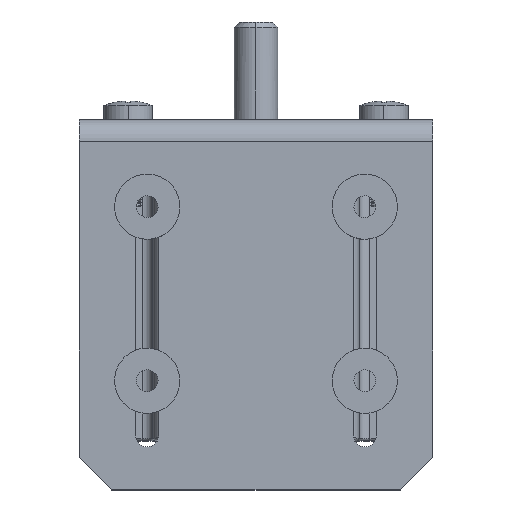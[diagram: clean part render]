
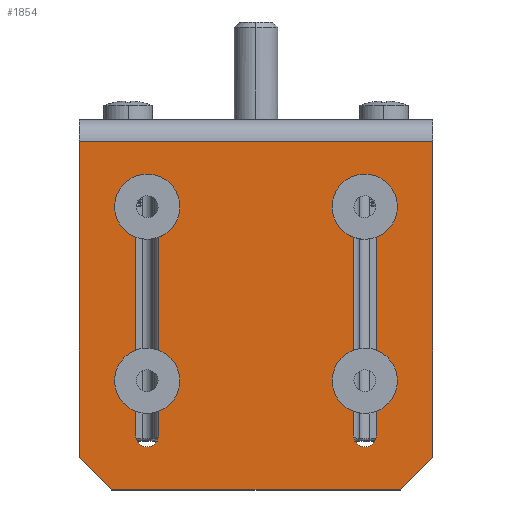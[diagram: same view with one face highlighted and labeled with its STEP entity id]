
A CAD part, top view. The second image highlights one B-rep face of the part: STEP entity #1854.
In plain terms, the highlighted planar face has unit normal (0, 0, 1).
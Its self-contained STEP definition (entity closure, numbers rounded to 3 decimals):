
#114 = VERTEX_POINT ( 'NONE', #35436 ) ;
#273 = CARTESIAN_POINT ( 'NONE',  ( -20., -13.073, 39. ) ) ;
#307 = CARTESIAN_POINT ( 'NONE',  ( 20., -55.073, 39. ) ) ;
#326 = DIRECTION ( 'NONE',  ( 1., 0., 0. ) ) ;
#1275 = DIRECTION ( 'NONE',  ( 0., -1., 0. ) ) ;
#1854 = ADVANCED_FACE ( 'NONE', ( #11747, #3111, #31163 ), #18617, .F. ) ;
#2639 = ORIENTED_EDGE ( 'NONE', *, *, #33892, .F. ) ;
#2710 = LINE ( 'NONE', #7975, #39298 ) ;
#3111 = FACE_BOUND ( 'NONE', #36726, .T. ) ;
#3223 = DIRECTION ( 'NONE',  ( -1., 0., 0. ) ) ;
#3815 = CARTESIAN_POINT ( 'NONE',  ( -32.5, -59.073, 39. ) ) ;
#3863 = ORIENTED_EDGE ( 'NONE', *, *, #12905, .F. ) ;
#3929 = DIRECTION ( 'NONE',  ( 0., -1., 0. ) ) ;
#3954 = DIRECTION ( 'NONE',  ( 0., -1., 0. ) ) ;
#4316 = DIRECTION ( 'NONE',  ( 0., 0., -1. ) ) ;
#6737 = EDGE_CURVE ( 'NONE', #14967, #26931, #18345, .T. ) ;
#6775 = EDGE_CURVE ( 'NONE', #17903, #114, #36561, .T. ) ;
#7217 = CIRCLE ( 'NONE', #35478, 2.1 ) ;
#7550 = ORIENTED_EDGE ( 'NONE', *, *, #24433, .T. ) ;
#7592 = VERTEX_POINT ( 'NONE', #8092 ) ;
#7975 = CARTESIAN_POINT ( 'NONE',  ( 46.25, -45.323, 39. ) ) ;
#8092 = CARTESIAN_POINT ( 'NONE',  ( 26.5, -65.073, 39. ) ) ;
#8428 = CARTESIAN_POINT ( 'NONE',  ( -46.25, -45.323, 39. ) ) ;
#8519 = DIRECTION ( 'NONE',  ( 0., 0., 1. ) ) ;
#8667 = AXIS2_PLACEMENT_3D ( 'NONE', #26274, #4316, #29977 ) ;
#8683 = VECTOR ( 'NONE', #37081, 1000. ) ;
#8794 = EDGE_CURVE ( 'NONE', #22461, #15056, #46397, .T. ) ;
#8992 = VECTOR ( 'NONE', #42046, 1000. ) ;
#9263 = VECTOR ( 'NONE', #3223, 1000. ) ;
#9847 = CARTESIAN_POINT ( 'NONE',  ( -22.1, -55.073, 39. ) ) ;
#10060 = DIRECTION ( 'NONE',  ( 0., 0., 1. ) ) ;
#10696 = ORIENTED_EDGE ( 'NONE', *, *, #22660, .F. ) ;
#10894 = ORIENTED_EDGE ( 'NONE', *, *, #11764, .F. ) ;
#11675 = VERTEX_POINT ( 'NONE', #34929 ) ;
#11747 = FACE_OUTER_BOUND ( 'NONE', #18590, .T. ) ;
#11764 = EDGE_CURVE ( 'NONE', #38355, #11675, #12119, .T. ) ;
#12119 = CIRCLE ( 'NONE', #19732, 2.1 ) ;
#12586 = ORIENTED_EDGE ( 'NONE', *, *, #19525, .F. ) ;
#12905 = EDGE_CURVE ( 'NONE', #22461, #7592, #2710, .T. ) ;
#13074 = VECTOR ( 'NONE', #15685, 1000. ) ;
#13153 = EDGE_CURVE ( 'NONE', #21388, #25321, #18728, .T. ) ;
#13854 = VERTEX_POINT ( 'NONE', #28018 ) ;
#14324 = VERTEX_POINT ( 'NONE', #21859 ) ;
#14876 = CARTESIAN_POINT ( 'NONE',  ( -22.1, 0.927, 39. ) ) ;
#14967 = VERTEX_POINT ( 'NONE', #3815 ) ;
#14992 = EDGE_CURVE ( 'NONE', #25321, #28102, #7217, .T. ) ;
#15056 = VERTEX_POINT ( 'NONE', #20024 ) ;
#15118 = CARTESIAN_POINT ( 'NONE',  ( 0., -1., 39. ) ) ;
#15685 = DIRECTION ( 'NONE',  ( 0.707, -0.707, 0. ) ) ;
#15864 = CARTESIAN_POINT ( 'NONE',  ( -17.9, 0.927, 39. ) ) ;
#16874 = ORIENTED_EDGE ( 'NONE', *, *, #8794, .T. ) ;
#17338 = VECTOR ( 'NONE', #33942, 1000. ) ;
#17903 = VERTEX_POINT ( 'NONE', #18849 ) ;
#18029 = LINE ( 'NONE', #15864, #36266 ) ;
#18345 = LINE ( 'NONE', #36202, #46265 ) ;
#18540 = DIRECTION ( 'NONE',  ( 0., 0., -1. ) ) ;
#18590 = EDGE_LOOP ( 'NONE', ( #23330, #33223, #7550, #40510, #3863, #16874 ) ) ;
#18617 = PLANE ( 'NONE',  #8667 ) ;
#18728 = LINE ( 'NONE', #38591, #8992 ) ;
#18849 = CARTESIAN_POINT ( 'NONE',  ( -17.9, -13.073, 39. ) ) ;
#18941 = CARTESIAN_POINT ( 'NONE',  ( 22.1, 0.927, 39. ) ) ;
#19525 = EDGE_CURVE ( 'NONE', #11675, #17903, #18029, .T. ) ;
#19732 = AXIS2_PLACEMENT_3D ( 'NONE', #31907, #10060, #35569 ) ;
#20024 = CARTESIAN_POINT ( 'NONE',  ( 32.5, -1., 39. ) ) ;
#20381 = CARTESIAN_POINT ( 'NONE',  ( 22.1, -55.073, 39. ) ) ;
#20490 = CARTESIAN_POINT ( 'NONE',  ( -32.5, -1., 39. ) ) ;
#21388 = VERTEX_POINT ( 'NONE', #46288 ) ;
#21859 = CARTESIAN_POINT ( 'NONE',  ( 20., -57.173, 39. ) ) ;
#22461 = VERTEX_POINT ( 'NONE', #25187 ) ;
#22660 = EDGE_CURVE ( 'NONE', #39517, #28102, #37776, .T. ) ;
#23225 = DIRECTION ( 'NONE',  ( 0., 0., -1. ) ) ;
#23330 = ORIENTED_EDGE ( 'NONE', *, *, #35575, .F. ) ;
#24433 = EDGE_CURVE ( 'NONE', #14967, #13854, #41008, .T. ) ;
#25023 = CARTESIAN_POINT ( 'NONE',  ( 0., -65.073, 39. ) ) ;
#25187 = CARTESIAN_POINT ( 'NONE',  ( 32.5, -59.073, 39. ) ) ;
#25321 = VERTEX_POINT ( 'NONE', #28168 ) ;
#25901 = DIRECTION ( 'NONE',  ( 0., 0., 1. ) ) ;
#25927 = DIRECTION ( 'NONE',  ( 0., 0., -1. ) ) ;
#26274 = CARTESIAN_POINT ( 'NONE',  ( 0., 0.927, 39. ) ) ;
#26771 = CIRCLE ( 'NONE', #40800, 2.1 ) ;
#26931 = VERTEX_POINT ( 'NONE', #20490 ) ;
#27112 = EDGE_CURVE ( 'NONE', #39517, #14324, #45705, .T. ) ;
#27145 = AXIS2_PLACEMENT_3D ( 'NONE', #273, #25901, #3929 ) ;
#27936 = ORIENTED_EDGE ( 'NONE', *, *, #27112, .T. ) ;
#28018 = CARTESIAN_POINT ( 'NONE',  ( -26.5, -65.073, 39. ) ) ;
#28070 = VERTEX_POINT ( 'NONE', #9847 ) ;
#28102 = VERTEX_POINT ( 'NONE', #35354 ) ;
#28168 = CARTESIAN_POINT ( 'NONE',  ( 17.9, -13.073, 39. ) ) ;
#29174 = ORIENTED_EDGE ( 'NONE', *, *, #14992, .T. ) ;
#29429 = DIRECTION ( 'NONE',  ( 0., 1., 0. ) ) ;
#29778 = CIRCLE ( 'NONE', #46433, 2.1 ) ;
#29977 = DIRECTION ( 'NONE',  ( 0., -1., 0. ) ) ;
#30344 = CARTESIAN_POINT ( 'NONE',  ( 32.5, 0.927, 39. ) ) ;
#30431 = CARTESIAN_POINT ( 'NONE',  ( -20., -55.073, 39. ) ) ;
#31163 = FACE_BOUND ( 'NONE', #35462, .T. ) ;
#31484 = EDGE_CURVE ( 'NONE', #7592, #13854, #46904, .T. ) ;
#31907 = CARTESIAN_POINT ( 'NONE',  ( -20., -55.073, 39. ) ) ;
#32704 = ORIENTED_EDGE ( 'NONE', *, *, #45763, .T. ) ;
#32770 = EDGE_CURVE ( 'NONE', #28070, #114, #33555, .T. ) ;
#33114 = AXIS2_PLACEMENT_3D ( 'NONE', #307, #25927, #3954 ) ;
#33223 = ORIENTED_EDGE ( 'NONE', *, *, #6737, .F. ) ;
#33378 = VECTOR ( 'NONE', #326, 1000. ) ;
#33555 = LINE ( 'NONE', #14876, #43231 ) ;
#33892 = EDGE_CURVE ( 'NONE', #28070, #38355, #29778, .T. ) ;
#33942 = DIRECTION ( 'NONE',  ( 0., 1., 0. ) ) ;
#34026 = DIRECTION ( 'NONE',  ( 0., -1., 0. ) ) ;
#34929 = CARTESIAN_POINT ( 'NONE',  ( -17.9, -55.073, 39. ) ) ;
#35354 = CARTESIAN_POINT ( 'NONE',  ( 22.1, -13.073, 39. ) ) ;
#35436 = CARTESIAN_POINT ( 'NONE',  ( -22.1, -13.073, 39. ) ) ;
#35462 = EDGE_LOOP ( 'NONE', ( #12586, #10894, #2639, #44629, #37202 ) ) ;
#35478 = AXIS2_PLACEMENT_3D ( 'NONE', #45034, #23225, #1275 ) ;
#35569 = DIRECTION ( 'NONE',  ( 0., -1., 0. ) ) ;
#35575 = EDGE_CURVE ( 'NONE', #26931, #15056, #41917, .T. ) ;
#36202 = CARTESIAN_POINT ( 'NONE',  ( -32.5, 0.927, 39. ) ) ;
#36266 = VECTOR ( 'NONE', #37627, 1000. ) ;
#36561 = CIRCLE ( 'NONE', #27145, 2.1 ) ;
#36653 = DIRECTION ( 'NONE',  ( 0., 1., 0. ) ) ;
#36726 = EDGE_LOOP ( 'NONE', ( #29174, #10696, #27936, #32704, #36915 ) ) ;
#36915 = ORIENTED_EDGE ( 'NONE', *, *, #13153, .T. ) ;
#37081 = DIRECTION ( 'NONE',  ( 0., 1., 0. ) ) ;
#37202 = ORIENTED_EDGE ( 'NONE', *, *, #6775, .F. ) ;
#37627 = DIRECTION ( 'NONE',  ( 0., 1., 0. ) ) ;
#37776 = LINE ( 'NONE', #18941, #8683 ) ;
#38355 = VERTEX_POINT ( 'NONE', #47349 ) ;
#38591 = CARTESIAN_POINT ( 'NONE',  ( 17.9, 0.927, 39. ) ) ;
#39298 = VECTOR ( 'NONE', #44498, 1000. ) ;
#39517 = VERTEX_POINT ( 'NONE', #20381 ) ;
#40345 = CARTESIAN_POINT ( 'NONE',  ( 20., -55.073, 39. ) ) ;
#40510 = ORIENTED_EDGE ( 'NONE', *, *, #31484, .F. ) ;
#40800 = AXIS2_PLACEMENT_3D ( 'NONE', #40345, #18540, #44018 ) ;
#41008 = LINE ( 'NONE', #8428, #13074 ) ;
#41917 = LINE ( 'NONE', #15118, #33378 ) ;
#42046 = DIRECTION ( 'NONE',  ( 0., 1., 0. ) ) ;
#43231 = VECTOR ( 'NONE', #36653, 1000. ) ;
#44018 = DIRECTION ( 'NONE',  ( 0., -1., 0. ) ) ;
#44498 = DIRECTION ( 'NONE',  ( -0.707, -0.707, 0. ) ) ;
#44629 = ORIENTED_EDGE ( 'NONE', *, *, #32770, .T. ) ;
#45034 = CARTESIAN_POINT ( 'NONE',  ( 20., -13.073, 39. ) ) ;
#45705 = CIRCLE ( 'NONE', #33114, 2.1 ) ;
#45763 = EDGE_CURVE ( 'NONE', #14324, #21388, #26771, .T. ) ;
#46265 = VECTOR ( 'NONE', #29429, 1000. ) ;
#46288 = CARTESIAN_POINT ( 'NONE',  ( 17.9, -55.073, 39. ) ) ;
#46397 = LINE ( 'NONE', #30344, #17338 ) ;
#46433 = AXIS2_PLACEMENT_3D ( 'NONE', #30431, #8519, #34026 ) ;
#46904 = LINE ( 'NONE', #25023, #9263 ) ;
#47349 = CARTESIAN_POINT ( 'NONE',  ( -20., -57.173, 39. ) ) ;
